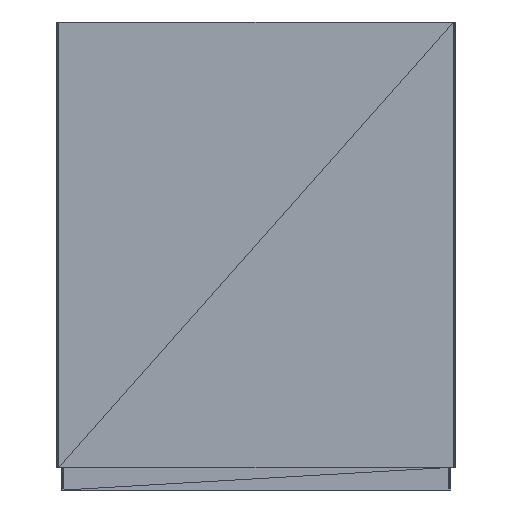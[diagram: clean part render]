
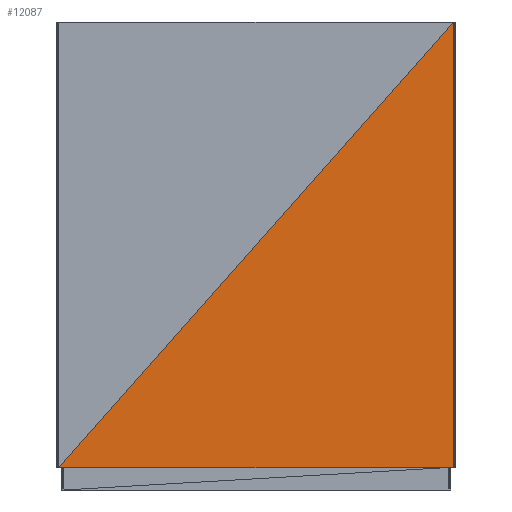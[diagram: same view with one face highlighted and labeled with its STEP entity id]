
A CAD part, front view. The second image highlights one B-rep face of the part: STEP entity #12087.
In plain terms, the highlighted planar face has unit normal (0, -1, 0).
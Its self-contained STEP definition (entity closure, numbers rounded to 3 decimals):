
#12087 = ADVANCED_FACE('',(#12088),#12114,.T.);
#12088 = FACE_BOUND('',#12089,.T.);
#12089 = EDGE_LOOP('',(#12090,#12100,#12108));
#12090 = ORIENTED_EDGE('',*,*,#12091,.T.);
#12091 = EDGE_CURVE('',#12092,#12094,#12096,.T.);
#12092 = VERTEX_POINT('',#12093);
#12093 = CARTESIAN_POINT('',(100.075,-76.198,-112.5));
#12094 = VERTEX_POINT('',#12095);
#12095 = CARTESIAN_POINT('',(100.075,-76.198,113.5));
#12096 = LINE('',#12097,#12098);
#12097 = CARTESIAN_POINT('',(100.075,-76.198,-112.5));
#12098 = VECTOR('',#12099,1.);
#12099 = DIRECTION('',(0.,0.,1.));
#12100 = ORIENTED_EDGE('',*,*,#12101,.F.);
#12101 = EDGE_CURVE('',#12102,#12094,#12104,.T.);
#12102 = VERTEX_POINT('',#12103);
#12103 = CARTESIAN_POINT('',(-100.075,-76.198,-112.5));
#12104 = LINE('',#12105,#12106);
#12105 = CARTESIAN_POINT('',(-100.075,-76.198,-112.5));
#12106 = VECTOR('',#12107,1.);
#12107 = DIRECTION('',(0.663,0.,0.749));
#12108 = ORIENTED_EDGE('',*,*,#12109,.T.);
#12109 = EDGE_CURVE('',#12102,#12092,#12110,.T.);
#12110 = LINE('',#12111,#12112);
#12111 = CARTESIAN_POINT('',(-100.075,-76.198,-112.5));
#12112 = VECTOR('',#12113,1.);
#12113 = DIRECTION('',(1.,0.,0.));
#12114 = PLANE('',#12115);
#12115 = AXIS2_PLACEMENT_3D('',#12116,#12117,#12118);
#12116 = CARTESIAN_POINT('',(31.066,-76.198,
    -30.566));
#12117 = DIRECTION('',(0.,-1.,0.));
#12118 = DIRECTION('',(0.,0.,-1.));
